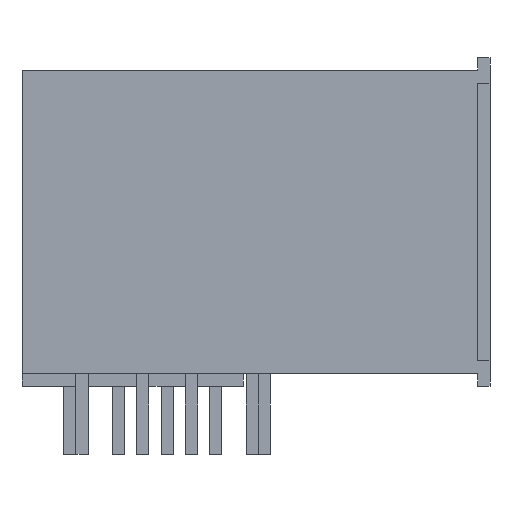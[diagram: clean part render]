
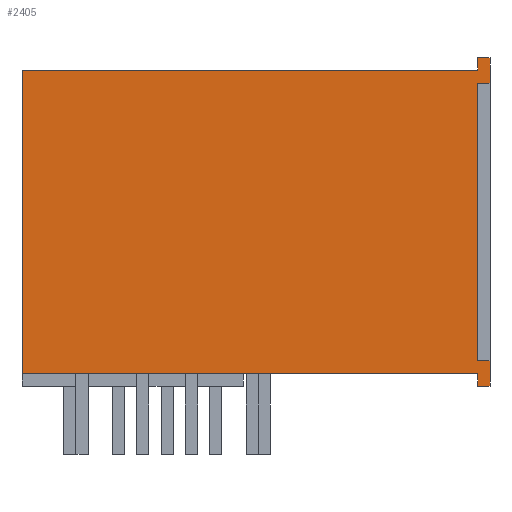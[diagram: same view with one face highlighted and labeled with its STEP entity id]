
A CAD part, left-side view. The second image highlights one B-rep face of the part: STEP entity #2405.
In plain terms, the highlighted planar face has unit normal (-1, 0, 0).
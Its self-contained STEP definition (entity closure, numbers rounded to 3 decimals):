
#1873=CARTESIAN_POINT('',(-2.56,-18.15,0.5));
#1874=VERTEX_POINT('',#1873);
#1881=CARTESIAN_POINT('',(-2.56,0.6,0.5));
#1882=VERTEX_POINT('',#1881);
#1883=CARTESIAN_POINT('',(-2.56,0.6,0.5));
#1884=DIRECTION('',(0.,-1.,0.));
#1885=VECTOR('',#1884,18.75);
#1886=LINE('',#1883,#1885);
#1887=EDGE_CURVE('',#1882,#1874,#1886,.T.);
#2022=CARTESIAN_POINT('',(-2.56,-18.65,1.05));
#2023=VERTEX_POINT('',#2022);
#2024=CARTESIAN_POINT('',(-2.56,-18.15,1.05));
#2025=VERTEX_POINT('',#2024);
#2026=CARTESIAN_POINT('',(-2.56,-18.65,1.05));
#2027=DIRECTION('',(0.,1.,0.));
#2028=VECTOR('',#2027,0.5);
#2029=LINE('',#2026,#2028);
#2030=EDGE_CURVE('',#2023,#2025,#2029,.T.);
#2062=CARTESIAN_POINT('',(-2.56,-18.15,12.45));
#2063=VERTEX_POINT('',#2062);
#2064=CARTESIAN_POINT('',(-2.56,-18.15,1.05));
#2065=DIRECTION('',(0.,0.,1.));
#2066=VECTOR('',#2065,11.4);
#2067=LINE('',#2064,#2066);
#2068=EDGE_CURVE('',#2025,#2063,#2067,.T.);
#2093=CARTESIAN_POINT('',(-2.56,-18.65,12.45));
#2094=VERTEX_POINT('',#2093);
#2095=CARTESIAN_POINT('',(-2.56,-18.15,12.45));
#2096=DIRECTION('',(0.,-1.,0.));
#2097=VECTOR('',#2096,0.5);
#2098=LINE('',#2095,#2097);
#2099=EDGE_CURVE('',#2063,#2094,#2098,.T.);
#2262=CARTESIAN_POINT('',(-2.56,-18.15,13.5));
#2263=VERTEX_POINT('',#2262);
#2278=CARTESIAN_POINT('',(-2.56,-18.15,13.));
#2279=VERTEX_POINT('',#2278);
#2286=CARTESIAN_POINT('',(-2.56,-18.15,13.5));
#2287=DIRECTION('',(0.,0.,-1.));
#2288=VECTOR('',#2287,0.5);
#2289=LINE('',#2286,#2288);
#2290=EDGE_CURVE('',#2263,#2279,#2289,.T.);
#2309=CARTESIAN_POINT('',(-2.56,0.6,13.));
#2310=VERTEX_POINT('',#2309);
#2317=CARTESIAN_POINT('',(-2.56,-18.15,13.));
#2318=DIRECTION('',(0.,1.,0.));
#2319=VECTOR('',#2318,18.75);
#2320=LINE('',#2317,#2319);
#2321=EDGE_CURVE('',#2279,#2310,#2320,.T.);
#2332=CARTESIAN_POINT('',(-2.56,-18.65,13.5));
#2333=VERTEX_POINT('',#2332);
#2334=CARTESIAN_POINT('',(-2.56,-18.15,13.5));
#2335=DIRECTION('',(0.,-1.,0.));
#2336=VECTOR('',#2335,0.5);
#2337=LINE('',#2334,#2336);
#2338=EDGE_CURVE('',#2263,#2333,#2337,.T.);
#2357=CARTESIAN_POINT('',(-2.56,0.6,0.));
#2358=DIRECTION('',(-1.,0.,0.));
#2359=DIRECTION('',(-0.,-1.,0.));
#2360=AXIS2_PLACEMENT_3D('',#2357,#2358,#2359);
#2361=PLANE('',#2360);
#2362=ORIENTED_EDGE('',*,*,#2099,.T.);
#2363=CARTESIAN_POINT('',(-2.56,-18.65,12.45));
#2364=DIRECTION('',(0.,0.,1.));
#2365=VECTOR('',#2364,1.05);
#2366=LINE('',#2363,#2365);
#2367=EDGE_CURVE('',#2094,#2333,#2366,.T.);
#2368=ORIENTED_EDGE('',*,*,#2367,.T.);
#2369=ORIENTED_EDGE('',*,*,#2338,.F.);
#2370=ORIENTED_EDGE('',*,*,#2290,.T.);
#2371=ORIENTED_EDGE('',*,*,#2321,.T.);
#2372=CARTESIAN_POINT('',(-2.56,0.6,0.5));
#2373=DIRECTION('',(0.,0.,1.));
#2374=VECTOR('',#2373,12.5);
#2375=LINE('',#2372,#2374);
#2376=EDGE_CURVE('',#1882,#2310,#2375,.T.);
#2377=ORIENTED_EDGE('',*,*,#2376,.F.);
#2378=ORIENTED_EDGE('',*,*,#1887,.T.);
#2379=CARTESIAN_POINT('',(-2.56,-18.15,0.));
#2380=VERTEX_POINT('',#2379);
#2381=CARTESIAN_POINT('',(-2.56,-18.15,0.5));
#2382=DIRECTION('',(0.,0.,-1.));
#2383=VECTOR('',#2382,0.5);
#2384=LINE('',#2381,#2383);
#2385=EDGE_CURVE('',#1874,#2380,#2384,.T.);
#2386=ORIENTED_EDGE('',*,*,#2385,.T.);
#2387=CARTESIAN_POINT('',(-2.56,-18.65,0.));
#2388=VERTEX_POINT('',#2387);
#2389=CARTESIAN_POINT('',(-2.56,-18.65,0.));
#2390=DIRECTION('',(0.,1.,0.));
#2391=VECTOR('',#2390,0.5);
#2392=LINE('',#2389,#2391);
#2393=EDGE_CURVE('',#2388,#2380,#2392,.T.);
#2394=ORIENTED_EDGE('',*,*,#2393,.F.);
#2395=CARTESIAN_POINT('',(-2.56,-18.65,0.));
#2396=DIRECTION('',(0.,0.,1.));
#2397=VECTOR('',#2396,1.05);
#2398=LINE('',#2395,#2397);
#2399=EDGE_CURVE('',#2388,#2023,#2398,.T.);
#2400=ORIENTED_EDGE('',*,*,#2399,.T.);
#2401=ORIENTED_EDGE('',*,*,#2030,.T.);
#2402=ORIENTED_EDGE('',*,*,#2068,.T.);
#2403=EDGE_LOOP('',(#2362,#2368,#2369,#2370,#2371,#2377,#2378,#2386,#2394,#2400,#2401,#2402));
#2404=FACE_BOUND('',#2403,.T.);
#2405=ADVANCED_FACE('',(#2404),#2361,.T.);
